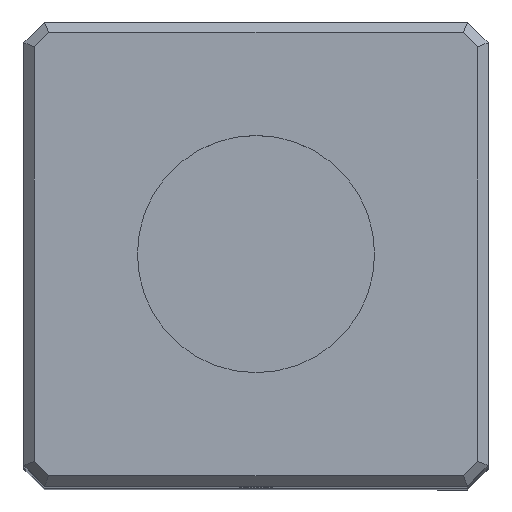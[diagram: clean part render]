
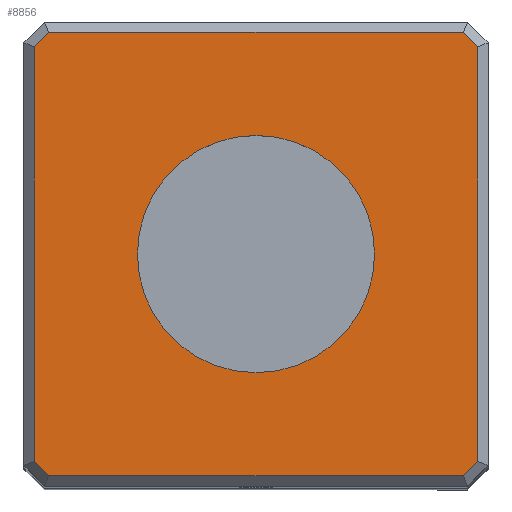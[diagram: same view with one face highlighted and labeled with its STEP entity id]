
A CAD part, top view. The second image highlights one B-rep face of the part: STEP entity #8856.
In plain terms, the highlighted face is planar.
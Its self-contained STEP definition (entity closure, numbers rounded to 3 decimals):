
#267=FACE_BOUND('',#2725,.T.);
#735=LINE('',#13837,#1471);
#739=LINE('',#13845,#1475);
#742=LINE('',#13851,#1478);
#745=LINE('',#13857,#1481);
#748=LINE('',#13863,#1484);
#752=LINE('',#13871,#1488);
#755=LINE('',#13877,#1491);
#758=LINE('',#13881,#1494);
#1471=VECTOR('',#11061,10.);
#1475=VECTOR('',#11067,10.);
#1478=VECTOR('',#11072,10.);
#1481=VECTOR('',#11077,10.);
#1484=VECTOR('',#11082,10.);
#1488=VECTOR('',#11088,10.);
#1491=VECTOR('',#11093,10.);
#1494=VECTOR('',#11098,10.);
#2185=FACE_OUTER_BOUND('',#2724,.T.);
#2724=EDGE_LOOP('',(#6535,#6536,#6537,#6538,#6539,#6540,#6541,#6542));
#2725=EDGE_LOOP('',(#6543));
#3386=CIRCLE('',#9606,11.5);
#3962=VERTEX_POINT('',#13835);
#3963=VERTEX_POINT('',#13836);
#3966=VERTEX_POINT('',#13844);
#3968=VERTEX_POINT('',#13850);
#3970=VERTEX_POINT('',#13856);
#3972=VERTEX_POINT('',#13862);
#3975=VERTEX_POINT('',#13870);
#3977=VERTEX_POINT('',#13876);
#3983=VERTEX_POINT('',#13901);
#4925=EDGE_CURVE('',#3962,#3963,#735,.T.);
#4929=EDGE_CURVE('',#3963,#3966,#739,.T.);
#4932=EDGE_CURVE('',#3966,#3968,#742,.T.);
#4935=EDGE_CURVE('',#3968,#3970,#745,.T.);
#4938=EDGE_CURVE('',#3970,#3972,#748,.T.);
#4942=EDGE_CURVE('',#3972,#3975,#752,.T.);
#4945=EDGE_CURVE('',#3975,#3977,#755,.T.);
#4948=EDGE_CURVE('',#3977,#3962,#758,.T.);
#4958=EDGE_CURVE('',#3983,#3983,#3386,.T.);
#6535=ORIENTED_EDGE('',*,*,#4925,.F.);
#6536=ORIENTED_EDGE('',*,*,#4948,.F.);
#6537=ORIENTED_EDGE('',*,*,#4945,.F.);
#6538=ORIENTED_EDGE('',*,*,#4942,.F.);
#6539=ORIENTED_EDGE('',*,*,#4938,.F.);
#6540=ORIENTED_EDGE('',*,*,#4935,.F.);
#6541=ORIENTED_EDGE('',*,*,#4932,.F.);
#6542=ORIENTED_EDGE('',*,*,#4929,.F.);
#6543=ORIENTED_EDGE('',*,*,#4958,.T.);
#8536=PLANE('',#9605);
#8856=ADVANCED_FACE('',(#2185,#267),#8536,.F.);
#9605=AXIS2_PLACEMENT_3D('',#13900,#11116,#11117);
#9606=AXIS2_PLACEMENT_3D('',#13902,#11118,#11119);
#11061=DIRECTION('',(0.,0.,-1.));
#11067=DIRECTION('',(0.,0.707,-0.707));
#11072=DIRECTION('',(0.,1.,0.));
#11077=DIRECTION('',(0.,0.707,0.707));
#11082=DIRECTION('',(0.,0.,1.));
#11088=DIRECTION('',(0.,-0.707,0.707));
#11093=DIRECTION('',(0.,-1.,0.));
#11098=DIRECTION('',(0.,-0.707,-0.707));
#11116=DIRECTION('center_axis',(1.,0.,0.));
#11117=DIRECTION('ref_axis',(0.,0.,-1.));
#11118=DIRECTION('center_axis',(1.,0.,0.));
#11119=DIRECTION('ref_axis',(0.,0.,1.));
#13835=CARTESIAN_POINT('',(0.,-21.5,20.086));
#13836=CARTESIAN_POINT('',(0.,-21.5,-20.086));
#13837=CARTESIAN_POINT('',(0.,-21.5,11.25));
#13844=CARTESIAN_POINT('',(0.,-20.086,-21.5));
#13845=CARTESIAN_POINT('',(0.,-20.793,-20.793));
#13850=CARTESIAN_POINT('',(0.,20.086,-21.5));
#13851=CARTESIAN_POINT('',(0.,-11.25,-21.5));
#13856=CARTESIAN_POINT('',(0.,21.5,-20.086));
#13857=CARTESIAN_POINT('',(0.,20.793,-20.793));
#13862=CARTESIAN_POINT('',(0.,21.5,20.086));
#13863=CARTESIAN_POINT('',(0.,21.5,-11.25));
#13870=CARTESIAN_POINT('',(0.,20.086,21.5));
#13871=CARTESIAN_POINT('',(0.,20.793,20.793));
#13876=CARTESIAN_POINT('',(0.,-20.086,21.5));
#13877=CARTESIAN_POINT('',(0.,11.25,21.5));
#13881=CARTESIAN_POINT('',(0.,-20.793,20.793));
#13900=CARTESIAN_POINT('Origin',(0.,0.,0.));
#13901=CARTESIAN_POINT('',(0.,0.,-11.5));
#13902=CARTESIAN_POINT('Origin',(0.,0.,0.));
